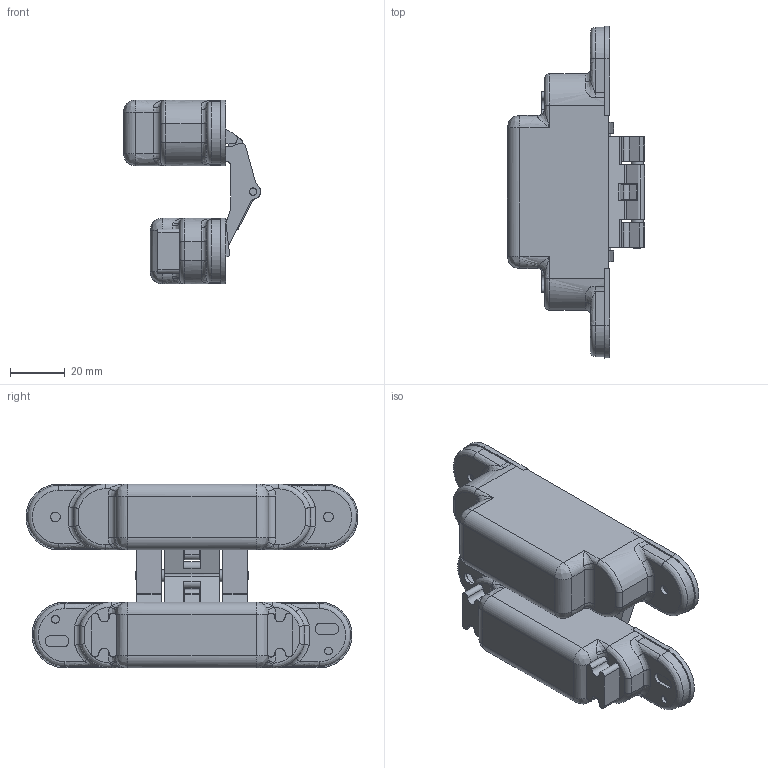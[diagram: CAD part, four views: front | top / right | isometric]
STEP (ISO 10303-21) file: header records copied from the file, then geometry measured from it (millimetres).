
FILE_DESCRIPTION(('FreeCAD Model'),'2;1');
FILE_NAME('Open CASCADE Shape Model','2025-05-02T01:36:31',('FreeCAD'),( 'FreeCAD'),'Open CASCADE STEP processor 7.6','FreeCAD','Unknown');
FILE_SCHEMA(('AUTOMOTIVE_DESIGN { 1 0 10303 214 1 1 1 1 }'));
Products named in the file (1): Open CASCADE STEP translator 7.6 1
Bounding box: 50.23 x 121.67 x 67.42 mm (x, y, z)
Volume: 66981.3 mm3; surface area: 49392.2 mm2
Topology: 13 solids, 13 shells, 2644 faces, 6692 edges, 4480 vertices
Faces by surface type: bspline 2644
Entity records: 122411 total; most frequent: CARTESIAN_POINT 81348, ORIENTED_EDGE 13368, EDGE_CURVE 6684, B_SPLINE_CURVE_WITH_KNOTS 5380, VERTEX_POINT 4480, FACE_BOUND 3086, EDGE_LOOP 3086, ADVANCED_FACE 2644
